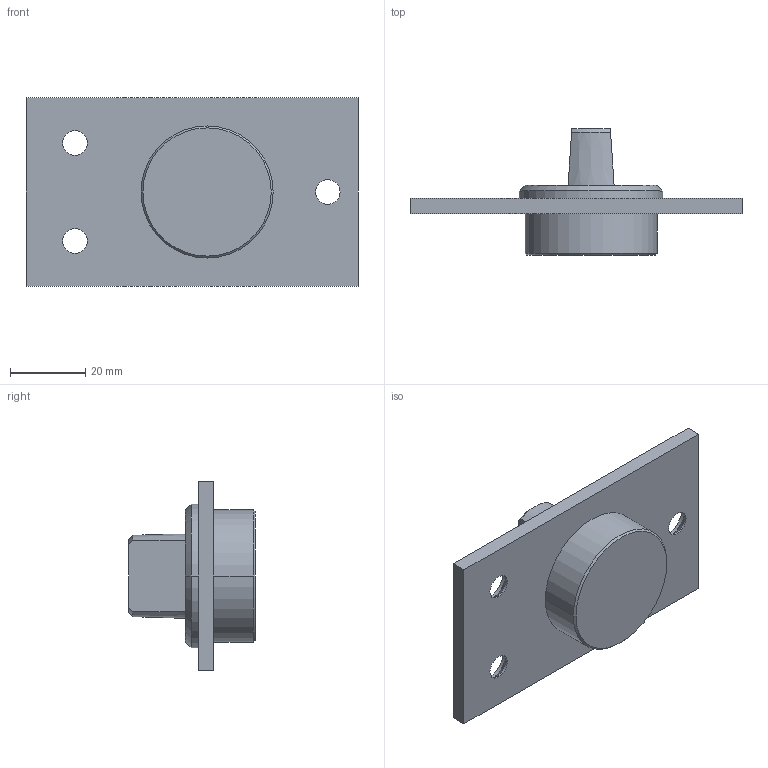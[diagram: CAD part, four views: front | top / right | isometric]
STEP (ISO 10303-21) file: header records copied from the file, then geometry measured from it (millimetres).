
FILE_DESCRIPTION (( 'STEP AP203' ), '1' );
FILE_NAME ('GS-304_ZP-802_S-B.STEP', '2019-03-27T08:56:29', ( '' ), ( '' ), 'SwSTEP 2.0', 'SolidWorks 2018', '' );
FILE_SCHEMA (( 'CONFIG_CONTROL_DESIGN' ));
Length unit declared in the file: millimetre
Products named in the file (3): GS-304_ZP-802_S-B; GS-304_ZP-802_S-B.P2; GS-304_ZP-802_S-B.P1
Assembly tree (2 placements, depth 2):
  GS-304_ZP-802_S-B
    GS-304_ZP-802_S-B.P1
    GS-304_ZP-802_S-B.P2
Bounding box: 88 x 33.5 x 50 mm (x, y, z)
Volume: 34603.6 mm3; surface area: 13933.9 mm2
Topology: 2 solids, 2 shells, 56 faces, 124 edges, 75 vertices
Faces by surface type: cylinder 22, cone 20, plane 14
Entity records: 1859 total; most frequent: DIRECTION 296, CARTESIAN_POINT 282, ORIENTED_EDGE 244, EDGE_CURVE 122, AXIS2_PLACEMENT_3D 121, VERTEX_POINT 75, EDGE_LOOP 69, CIRCLE 60
